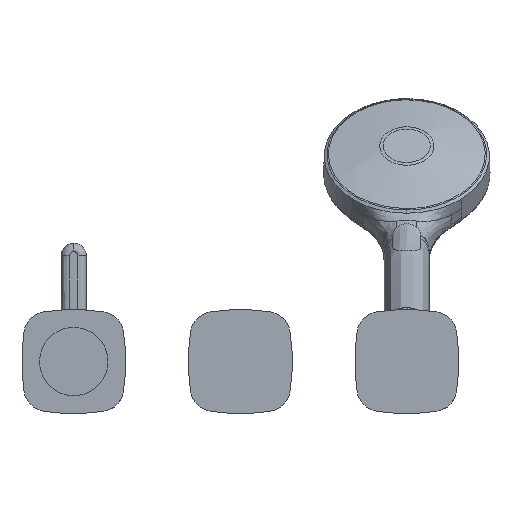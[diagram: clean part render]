
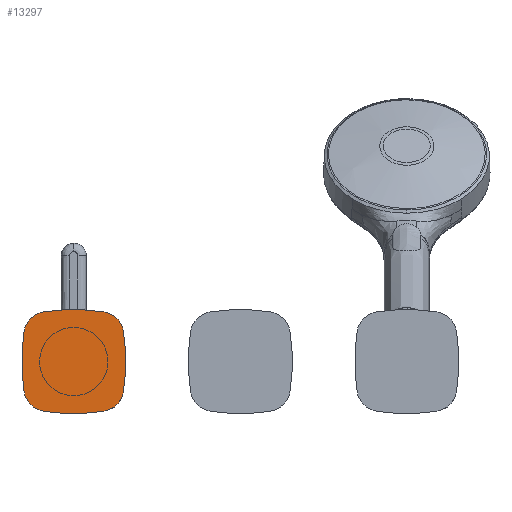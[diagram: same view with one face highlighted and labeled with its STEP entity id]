
A CAD part, front view. The second image highlights one B-rep face of the part: STEP entity #13297.
In plain terms, the highlighted planar face has unit normal (0, -1, 0).
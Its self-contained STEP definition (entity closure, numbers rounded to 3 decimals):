
#47 = AXIS2_PLACEMENT_3D ( 'NONE', #14475, #7350, #248 ) ;
#248 = DIRECTION ( 'NONE',  ( 1., 0., 0. ) ) ;
#458 = VERTEX_POINT ( 'NONE', #11499 ) ;
#807 = CIRCLE ( 'NONE', #5696, 139. ) ;
#919 = AXIS2_PLACEMENT_3D ( 'NONE', #11441, #4294, #12651 ) ;
#930 = DIRECTION ( 'NONE',  ( 1., 0., 0. ) ) ;
#1017 = ORIENTED_EDGE ( 'NONE', *, *, #11153, .F. ) ;
#1135 = DIRECTION ( 'NONE',  ( 1., 0., 0. ) ) ;
#1263 = CARTESIAN_POINT ( 'NONE',  ( -261.665, -5.5, -35.801 ) ) ;
#1705 = VERTEX_POINT ( 'NONE', #7199 ) ;
#1920 = DIRECTION ( 'NONE',  ( 0., 1., 0. ) ) ;
#2262 = EDGE_CURVE ( 'NONE', #11275, #458, #10408, .T. ) ;
#3082 = CIRCLE ( 'NONE', #6783, 139. ) ;
#3166 = ORIENTED_EDGE ( 'NONE', *, *, #11963, .F. ) ;
#3439 = DIRECTION ( 'NONE',  ( 0., 1., 0. ) ) ;
#3532 = EDGE_CURVE ( 'NONE', #11517, #14598, #10216, .T. ) ;
#3546 = ORIENTED_EDGE ( 'NONE', *, *, #7143, .F. ) ;
#3721 = ORIENTED_EDGE ( 'NONE', *, *, #2262, .F. ) ;
#3772 = FACE_OUTER_BOUND ( 'NONE', #14430, .T. ) ;
#4169 = DIRECTION ( 'NONE',  ( 0., 1., 0. ) ) ;
#4172 = CARTESIAN_POINT ( 'NONE',  ( -204.199, -5.5, 21.665 ) ) ;
#4294 = DIRECTION ( 'NONE',  ( 0., 1., 0. ) ) ;
#4628 = VERTEX_POINT ( 'NONE', #1263 ) ;
#5447 = CARTESIAN_POINT ( 'NONE',  ( -220.984, -5.5, -19.016 ) ) ;
#5631 = CIRCLE ( 'NONE', #14467, 16.993 ) ;
#5696 = AXIS2_PLACEMENT_3D ( 'NONE', #10562, #3439, #11768 ) ;
#6035 = DIRECTION ( 'NONE',  ( 1., 0., 0. ) ) ;
#6626 = CARTESIAN_POINT ( 'NONE',  ( -275.801, -5.5, 21.665 ) ) ;
#6642 = DIRECTION ( 'NONE',  ( 1., 0., 0. ) ) ;
#6694 = AXIS2_PLACEMENT_3D ( 'NONE', #10775, #13165, #6035 ) ;
#6783 = AXIS2_PLACEMENT_3D ( 'NONE', #11315, #4169, #12518 ) ;
#6816 = AXIS2_PLACEMENT_3D ( 'NONE', #15166, #8038, #930 ) ;
#7143 = EDGE_CURVE ( 'NONE', #1705, #13022, #8767, .T. ) ;
#7199 = CARTESIAN_POINT ( 'NONE',  ( -204.199, -5.5, -21.665 ) ) ;
#7350 = DIRECTION ( 'NONE',  ( 0., 1., 0. ) ) ;
#7487 = CIRCLE ( 'NONE', #47, 139. ) ;
#8038 = DIRECTION ( 'NONE',  ( 0., 1., 0. ) ) ;
#8065 = ORIENTED_EDGE ( 'NONE', *, *, #3532, .F. ) ;
#8241 = DIRECTION ( 'NONE',  ( 0., 1., 0. ) ) ;
#8767 = CIRCLE ( 'NONE', #12892, 16.993 ) ;
#9017 = AXIS2_PLACEMENT_3D ( 'NONE', #15368, #8241, #1135 ) ;
#9042 = CARTESIAN_POINT ( 'NONE',  ( -259.016, -5.5, -19.016 ) ) ;
#9180 = CARTESIAN_POINT ( 'NONE',  ( -218.335, -5.5, -35.801 ) ) ;
#9971 = CIRCLE ( 'NONE', #919, 139. ) ;
#10216 = CIRCLE ( 'NONE', #6816, 16.993 ) ;
#10236 = DIRECTION ( 'NONE',  ( 1., 0., 0. ) ) ;
#10318 = ORIENTED_EDGE ( 'NONE', *, *, #14183, .F. ) ;
#10408 = CIRCLE ( 'NONE', #9017, 16.993 ) ;
#10562 = CARTESIAN_POINT ( 'NONE',  ( -240., -5.5, -101.5 ) ) ;
#10775 = CARTESIAN_POINT ( 'NONE',  ( -240., -5.5, 0. ) ) ;
#11153 = EDGE_CURVE ( 'NONE', #14598, #1705, #3082, .T. ) ;
#11275 = VERTEX_POINT ( 'NONE', #6626 ) ;
#11315 = CARTESIAN_POINT ( 'NONE',  ( -341.5, -5.5, 0. ) ) ;
#11441 = CARTESIAN_POINT ( 'NONE',  ( -138.5, -5.5, 0. ) ) ;
#11499 = CARTESIAN_POINT ( 'NONE',  ( -261.665, -5.5, 35.801 ) ) ;
#11517 = VERTEX_POINT ( 'NONE', #13892 ) ;
#11615 = VERTEX_POINT ( 'NONE', #13941 ) ;
#11768 = DIRECTION ( 'NONE',  ( 1., 0., 0. ) ) ;
#11959 = EDGE_CURVE ( 'NONE', #11615, #11275, #9971, .T. ) ;
#11963 = EDGE_CURVE ( 'NONE', #458, #11517, #807, .T. ) ;
#11971 = PLANE ( 'NONE',  #6694 ) ;
#12518 = DIRECTION ( 'NONE',  ( 1., 0., 0. ) ) ;
#12548 = EDGE_CURVE ( 'NONE', #4628, #11615, #5631, .T. ) ;
#12651 = DIRECTION ( 'NONE',  ( 1., 0., 0. ) ) ;
#12892 = AXIS2_PLACEMENT_3D ( 'NONE', #5447, #13763, #6642 ) ;
#13022 = VERTEX_POINT ( 'NONE', #9180 ) ;
#13055 = ORIENTED_EDGE ( 'NONE', *, *, #11959, .F. ) ;
#13165 = DIRECTION ( 'NONE',  ( 0., 1., 0. ) ) ;
#13297 = ADVANCED_FACE ( 'NONE', ( #3772 ), #11971, .F. ) ;
#13763 = DIRECTION ( 'NONE',  ( 0., 1., 0. ) ) ;
#13892 = CARTESIAN_POINT ( 'NONE',  ( -218.335, -5.5, 35.801 ) ) ;
#13941 = CARTESIAN_POINT ( 'NONE',  ( -275.801, -5.5, -21.665 ) ) ;
#14183 = EDGE_CURVE ( 'NONE', #13022, #4628, #7487, .T. ) ;
#14430 = EDGE_LOOP ( 'NONE', ( #3166, #3721, #13055, #15220, #10318, #3546, #1017, #8065 ) ) ;
#14467 = AXIS2_PLACEMENT_3D ( 'NONE', #9042, #1920, #10236 ) ;
#14475 = CARTESIAN_POINT ( 'NONE',  ( -240., -5.5, 101.5 ) ) ;
#14598 = VERTEX_POINT ( 'NONE', #4172 ) ;
#15166 = CARTESIAN_POINT ( 'NONE',  ( -220.984, -5.5, 19.016 ) ) ;
#15220 = ORIENTED_EDGE ( 'NONE', *, *, #12548, .F. ) ;
#15368 = CARTESIAN_POINT ( 'NONE',  ( -259.016, -5.5, 19.016 ) ) ;
